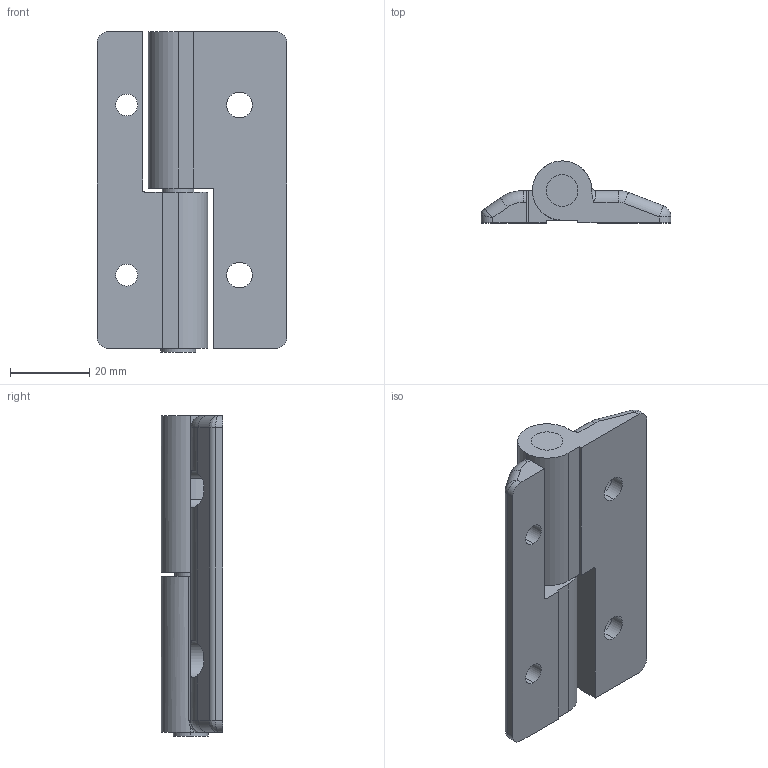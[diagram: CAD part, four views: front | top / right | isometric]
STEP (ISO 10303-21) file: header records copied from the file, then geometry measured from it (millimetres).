
FILE_DESCRIPTION (( 'STEP AP203' ), '1' );
FILE_NAME ('B-502-5-L.STEP', '2017-01-16T05:39:54', ( '' ), ( '' ), 'SwSTEP 2.0', 'SolidWorks 2014', '' );
FILE_SCHEMA (( 'CONFIG_CONTROL_DESIGN' ));
Length unit declared in the file: millimetre
Products named in the file (4): B-502-5-L; B-502-5-L羽根A_; B-502-5ピン_; B-502-5-L羽根B_
Assembly tree (3 placements, depth 2):
  B-502-5-L
    B-502-5ピン_
    B-502-5-L羽根A_
    B-502-5-L羽根B_
Bounding box: 48 x 15.6 x 81 mm (x, y, z)
Volume: 29872.6 mm3; surface area: 15201.8 mm2
Topology: 3 solids, 3 shells, 93 faces, 238 edges, 150 vertices
Faces by surface type: cylinder 55, plane 28, torus 4, bspline 4, sphere 2
Entity records: 3516 total; most frequent: CARTESIAN_POINT 843, DIRECTION 488, ORIENTED_EDGE 472, EDGE_CURVE 236, AXIS2_PLACEMENT_3D 189, VERTEX_POINT 150, LINE 110, VECTOR 110
